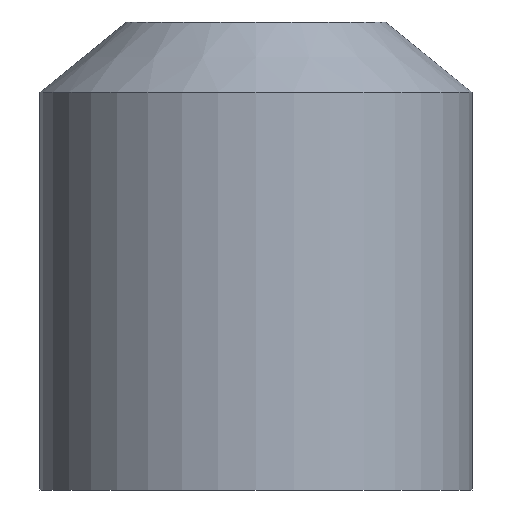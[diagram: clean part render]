
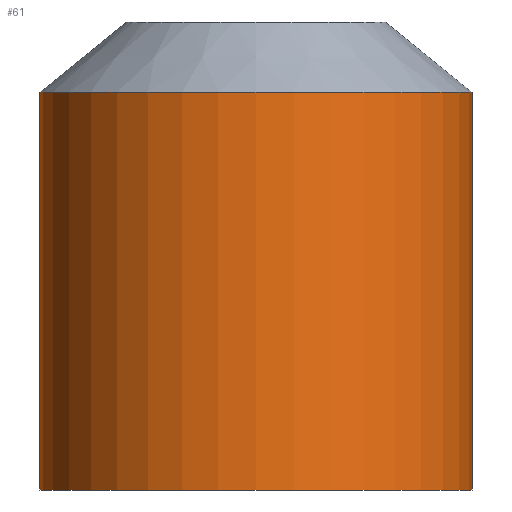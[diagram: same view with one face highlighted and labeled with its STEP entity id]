
A CAD part, front view. The second image highlights one B-rep face of the part: STEP entity #61.
In plain terms, the highlighted cylindrical face has radius 3.048 mm (diameter 6.096 mm), a partial arc.
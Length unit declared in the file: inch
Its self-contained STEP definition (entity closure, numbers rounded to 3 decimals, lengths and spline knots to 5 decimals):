
#25 = AXIS2_PLACEMENT_3D ( 'NONE', #154, #151, #143 ) ;
#30 = AXIS2_PLACEMENT_3D ( 'NONE', #142, #144, #146 ) ;
#34 = AXIS2_PLACEMENT_3D ( 'NONE', #75, #152, #107 ) ;
#39 = EDGE_CURVE ( 'NONE', #171, #206, #217, .T. ) ;
#48 = EDGE_CURVE ( 'NONE', #207, #171, #228, .T. ) ;
#50 = EDGE_CURVE ( 'NONE', #211, #206, #237, .T. ) ;
#51 = EDGE_CURVE ( 'NONE', #207, #211, #233, .T. ) ;
#61 = ADVANCED_FACE ( 'NONE', ( #241 ), #247, .T. ) ;
#75 = CARTESIAN_POINT ( 'NONE',  ( 0., 0., 0. ) ) ;
#85 = CARTESIAN_POINT ( 'NONE',  ( 0.12, 0., 0.221 ) ) ;
#87 = CARTESIAN_POINT ( 'NONE',  ( -0.12, 0., 0. ) ) ;
#88 = CARTESIAN_POINT ( 'NONE',  ( -0.12, 0., 0.221 ) ) ;
#93 = CARTESIAN_POINT ( 'NONE',  ( 0.12, 0., 0. ) ) ;
#107 = DIRECTION ( 'NONE',  ( -1., 0., 0. ) ) ;
#128 = CARTESIAN_POINT ( 'NONE',  ( 0.12, 0., 0.26 ) ) ;
#129 = DIRECTION ( 'NONE',  ( 0., 0., -1. ) ) ;
#133 = CARTESIAN_POINT ( 'NONE',  ( -0.12, 0., 0.26 ) ) ;
#135 = DIRECTION ( 'NONE',  ( 0., 0., -1. ) ) ;
#142 = CARTESIAN_POINT ( 'NONE',  ( 0., 0., 0.221 ) ) ;
#143 = DIRECTION ( 'NONE',  ( -1., 0., 0. ) ) ;
#144 = DIRECTION ( 'NONE',  ( 0., 0., -1. ) ) ;
#146 = DIRECTION ( 'NONE',  ( -1., 0., 0. ) ) ;
#151 = DIRECTION ( 'NONE',  ( 0., 0., -1. ) ) ;
#152 = DIRECTION ( 'NONE',  ( 0., 0., -1. ) ) ;
#154 = CARTESIAN_POINT ( 'NONE',  ( 0., 0., 0.26 ) ) ;
#171 = VERTEX_POINT ( 'NONE', #93 ) ;
#178 = ORIENTED_EDGE ( 'NONE', *, *, #51, .T. ) ;
#184 = ORIENTED_EDGE ( 'NONE', *, *, #50, .T. ) ;
#203 = EDGE_LOOP ( 'NONE', ( #213, #178, #184, #212 ) ) ;
#206 = VERTEX_POINT ( 'NONE', #87 ) ;
#207 = VERTEX_POINT ( 'NONE', #85 ) ;
#211 = VERTEX_POINT ( 'NONE', #88 ) ;
#212 = ORIENTED_EDGE ( 'NONE', *, *, #39, .F. ) ;
#213 = ORIENTED_EDGE ( 'NONE', *, *, #48, .F. ) ;
#217 = CIRCLE ( 'NONE', #34, 0.12 ) ;
#228 = LINE ( 'NONE', #128, #236 ) ;
#233 = CIRCLE ( 'NONE', #30, 0.12 ) ;
#236 = VECTOR ( 'NONE', #135, 39.37008 ) ;
#237 = LINE ( 'NONE', #133, #239 ) ;
#239 = VECTOR ( 'NONE', #129, 39.37008 ) ;
#241 = FACE_OUTER_BOUND ( 'NONE', #203, .T. ) ;
#247 = CYLINDRICAL_SURFACE ( 'NONE', #25, 0.12 ) ;
